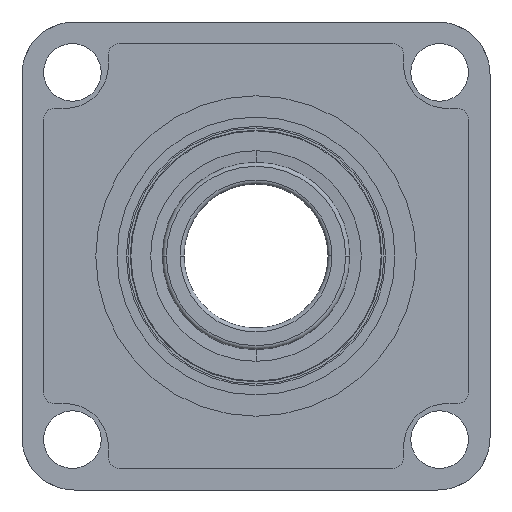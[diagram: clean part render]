
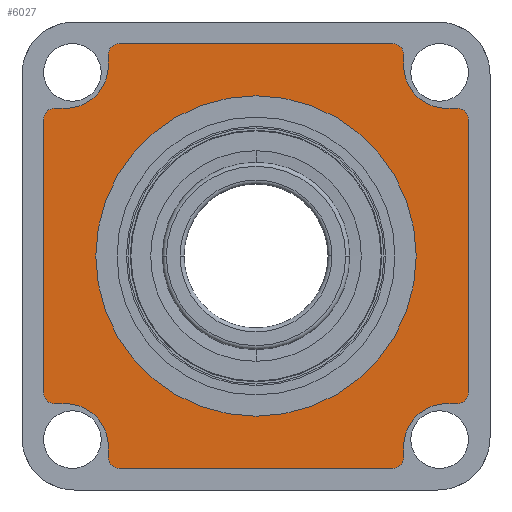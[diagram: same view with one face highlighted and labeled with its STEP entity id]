
A CAD part, front view. The second image highlights one B-rep face of the part: STEP entity #6027.
In plain terms, the highlighted planar face has unit normal (0, -1, 0).
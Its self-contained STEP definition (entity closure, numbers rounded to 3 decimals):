
#1281=CARTESIAN_POINT('',(38.,-13.,-56.));
#1282=DIRECTION('',(0.,-1.,0.));
#1283=DIRECTION('',(0.,0.,-1.));
#1284=AXIS2_PLACEMENT_3D('',#1281,#1282,#1283);
#1286=DIRECTION('',(1.,0.,0.));
#1287=VECTOR('',#1286,76.);
#1288=CARTESIAN_POINT('',(-38.,-13.,-59.));
#1289=LINE('',#1288,#1287);
#1290=CARTESIAN_POINT('',(-38.,-13.,-56.));
#1291=DIRECTION('',(0.,-1.,0.));
#1292=DIRECTION('',(-1.,0.,0.));
#1293=AXIS2_PLACEMENT_3D('',#1290,#1291,#1292);
#1295=DIRECTION('',(0.,0.,-1.));
#1296=VECTOR('',#1295,3.);
#1297=CARTESIAN_POINT('',(-41.,-13.,-53.));
#1298=LINE('',#1297,#1296);
#1299=CARTESIAN_POINT('',(-53.,-13.,-53.));
#1300=DIRECTION('',(0.,1.,0.));
#1301=DIRECTION('',(0.,0.,1.));
#1302=AXIS2_PLACEMENT_3D('',#1299,#1300,#1301);
#1304=DIRECTION('',(1.,0.,0.));
#1305=VECTOR('',#1304,3.);
#1306=CARTESIAN_POINT('',(-56.,-13.,-41.));
#1307=LINE('',#1306,#1305);
#1308=CARTESIAN_POINT('',(-56.,-13.,-38.));
#1309=DIRECTION('',(0.,-1.,0.));
#1310=DIRECTION('',(-1.,0.,0.));
#1311=AXIS2_PLACEMENT_3D('',#1308,#1309,#1310);
#1313=DIRECTION('',(0.,0.,-1.));
#1314=VECTOR('',#1313,76.);
#1315=CARTESIAN_POINT('',(-59.,-13.,38.));
#1316=LINE('',#1315,#1314);
#1317=CARTESIAN_POINT('',(-56.,-13.,38.));
#1318=DIRECTION('',(0.,-1.,0.));
#1319=DIRECTION('',(0.,0.,1.));
#1320=AXIS2_PLACEMENT_3D('',#1317,#1318,#1319);
#1322=DIRECTION('',(-1.,0.,0.));
#1323=VECTOR('',#1322,3.);
#1324=CARTESIAN_POINT('',(-53.,-13.,41.));
#1325=LINE('',#1324,#1323);
#1326=CARTESIAN_POINT('',(-53.,-13.,53.));
#1327=DIRECTION('',(0.,1.,0.));
#1328=DIRECTION('',(1.,0.,0.));
#1329=AXIS2_PLACEMENT_3D('',#1326,#1327,#1328);
#1331=DIRECTION('',(0.,0.,-1.));
#1332=VECTOR('',#1331,3.);
#1333=CARTESIAN_POINT('',(-41.,-13.,56.));
#1334=LINE('',#1333,#1332);
#1335=CARTESIAN_POINT('',(-38.,-13.,56.));
#1336=DIRECTION('',(0.,-1.,0.));
#1337=DIRECTION('',(0.,0.,1.));
#1338=AXIS2_PLACEMENT_3D('',#1335,#1336,#1337);
#1340=DIRECTION('',(-1.,0.,0.));
#1341=VECTOR('',#1340,76.);
#1342=CARTESIAN_POINT('',(38.,-13.,59.));
#1343=LINE('',#1342,#1341);
#1344=CARTESIAN_POINT('',(38.,-13.,56.));
#1345=DIRECTION('',(0.,-1.,0.));
#1346=DIRECTION('',(1.,0.,0.));
#1347=AXIS2_PLACEMENT_3D('',#1344,#1345,#1346);
#1349=DIRECTION('',(0.,0.,1.));
#1350=VECTOR('',#1349,3.);
#1351=CARTESIAN_POINT('',(41.,-13.,53.));
#1352=LINE('',#1351,#1350);
#1353=CARTESIAN_POINT('',(53.,-13.,53.));
#1354=DIRECTION('',(0.,1.,0.));
#1355=DIRECTION('',(0.,0.,-1.));
#1356=AXIS2_PLACEMENT_3D('',#1353,#1354,#1355);
#1358=DIRECTION('',(-1.,0.,0.));
#1359=VECTOR('',#1358,3.);
#1360=CARTESIAN_POINT('',(56.,-13.,41.));
#1361=LINE('',#1360,#1359);
#1362=CARTESIAN_POINT('',(56.,-13.,38.));
#1363=DIRECTION('',(0.,-1.,0.));
#1364=DIRECTION('',(1.,0.,0.));
#1365=AXIS2_PLACEMENT_3D('',#1362,#1363,#1364);
#1367=DIRECTION('',(0.,0.,1.));
#1368=VECTOR('',#1367,76.);
#1369=CARTESIAN_POINT('',(59.,-13.,-38.));
#1370=LINE('',#1369,#1368);
#1371=CARTESIAN_POINT('',(56.,-13.,-38.));
#1372=DIRECTION('',(0.,-1.,0.));
#1373=DIRECTION('',(0.,0.,-1.));
#1374=AXIS2_PLACEMENT_3D('',#1371,#1372,#1373);
#1376=DIRECTION('',(1.,0.,0.));
#1377=VECTOR('',#1376,3.);
#1378=CARTESIAN_POINT('',(53.,-13.,-41.));
#1379=LINE('',#1378,#1377);
#1380=CARTESIAN_POINT('',(53.,-13.,-53.));
#1381=DIRECTION('',(0.,1.,0.));
#1382=DIRECTION('',(-1.,0.,0.));
#1383=AXIS2_PLACEMENT_3D('',#1380,#1381,#1382);
#1385=DIRECTION('',(0.,0.,1.));
#1386=VECTOR('',#1385,3.);
#1387=CARTESIAN_POINT('',(41.,-13.,-56.));
#1388=LINE('',#1387,#1386);
#1389=CARTESIAN_POINT('',(0.,-13.,0.));
#1390=DIRECTION('',(0.,1.,0.));
#1391=DIRECTION('',(-1.,0.,0.));
#1392=AXIS2_PLACEMENT_3D('',#1389,#1390,#1391);
#1394=CARTESIAN_POINT('',(0.,-13.,0.));
#1395=DIRECTION('',(0.,1.,0.));
#1396=DIRECTION('',(1.,0.,0.));
#1397=AXIS2_PLACEMENT_3D('',#1394,#1395,#1396);
#3997=CARTESIAN_POINT('',(41.,-13.,-53.));
#3998=CARTESIAN_POINT('',(53.,-13.,-41.));
#3999=VERTEX_POINT('',#3997);
#4000=VERTEX_POINT('',#3998);
#4001=CARTESIAN_POINT('',(53.,-13.,41.));
#4002=CARTESIAN_POINT('',(41.,-13.,53.));
#4003=VERTEX_POINT('',#4001);
#4004=VERTEX_POINT('',#4002);
#4005=CARTESIAN_POINT('',(-41.,-13.,53.));
#4006=CARTESIAN_POINT('',(-53.,-13.,41.));
#4007=VERTEX_POINT('',#4005);
#4008=VERTEX_POINT('',#4006);
#4009=CARTESIAN_POINT('',(-53.,-13.,-41.));
#4010=CARTESIAN_POINT('',(-41.,-13.,-53.));
#4011=VERTEX_POINT('',#4009);
#4012=VERTEX_POINT('',#4010);
#4029=CARTESIAN_POINT('',(38.,-13.,-59.));
#4030=CARTESIAN_POINT('',(41.,-13.,-56.));
#4031=VERTEX_POINT('',#4029);
#4032=VERTEX_POINT('',#4030);
#4037=CARTESIAN_POINT('',(-41.,-13.,-56.));
#4038=CARTESIAN_POINT('',(-38.,-13.,-59.));
#4039=VERTEX_POINT('',#4037);
#4040=VERTEX_POINT('',#4038);
#4045=CARTESIAN_POINT('',(-59.,-13.,-38.));
#4046=CARTESIAN_POINT('',(-56.,-13.,-41.));
#4047=VERTEX_POINT('',#4045);
#4048=VERTEX_POINT('',#4046);
#4053=CARTESIAN_POINT('',(-56.,-13.,41.));
#4054=CARTESIAN_POINT('',(-59.,-13.,38.));
#4055=VERTEX_POINT('',#4053);
#4056=VERTEX_POINT('',#4054);
#4061=CARTESIAN_POINT('',(-38.,-13.,59.));
#4062=CARTESIAN_POINT('',(-41.,-13.,56.));
#4063=VERTEX_POINT('',#4061);
#4064=VERTEX_POINT('',#4062);
#4069=CARTESIAN_POINT('',(41.,-13.,56.));
#4070=CARTESIAN_POINT('',(38.,-13.,59.));
#4071=VERTEX_POINT('',#4069);
#4072=VERTEX_POINT('',#4070);
#4077=CARTESIAN_POINT('',(59.,-13.,38.));
#4078=CARTESIAN_POINT('',(56.,-13.,41.));
#4079=VERTEX_POINT('',#4077);
#4080=VERTEX_POINT('',#4078);
#4085=CARTESIAN_POINT('',(56.,-13.,-41.));
#4086=CARTESIAN_POINT('',(59.,-13.,-38.));
#4087=VERTEX_POINT('',#4085);
#4088=VERTEX_POINT('',#4086);
#4521=CARTESIAN_POINT('',(-44.5,-13.,0.));
#4522=CARTESIAN_POINT('',(44.5,-13.,0.));
#4523=VERTEX_POINT('',#4521);
#4524=VERTEX_POINT('',#4522);
#5967=CARTESIAN_POINT('',(0.,-13.,0.));
#5968=DIRECTION('',(0.,-1.,0.));
#5969=DIRECTION('',(-1.,0.,0.));
#5970=AXIS2_PLACEMENT_3D('',#5967,#5968,#5969);
#5971=PLANE('',#5970);
#5973=ORIENTED_EDGE('',*,*,#5972,.F.);
#5975=ORIENTED_EDGE('',*,*,#5974,.F.);
#5977=ORIENTED_EDGE('',*,*,#5976,.F.);
#5979=ORIENTED_EDGE('',*,*,#5978,.F.);
#5981=ORIENTED_EDGE('',*,*,#5980,.F.);
#5983=ORIENTED_EDGE('',*,*,#5982,.F.);
#5985=ORIENTED_EDGE('',*,*,#5984,.F.);
#5987=ORIENTED_EDGE('',*,*,#5986,.F.);
#5989=ORIENTED_EDGE('',*,*,#5988,.F.);
#5991=ORIENTED_EDGE('',*,*,#5990,.F.);
#5993=ORIENTED_EDGE('',*,*,#5992,.F.);
#5995=ORIENTED_EDGE('',*,*,#5994,.F.);
#5997=ORIENTED_EDGE('',*,*,#5996,.F.);
#5999=ORIENTED_EDGE('',*,*,#5998,.F.);
#6001=ORIENTED_EDGE('',*,*,#6000,.F.);
#6003=ORIENTED_EDGE('',*,*,#6002,.F.);
#6005=ORIENTED_EDGE('',*,*,#6004,.F.);
#6007=ORIENTED_EDGE('',*,*,#6006,.F.);
#6009=ORIENTED_EDGE('',*,*,#6008,.F.);
#6011=ORIENTED_EDGE('',*,*,#6010,.F.);
#6013=ORIENTED_EDGE('',*,*,#6012,.F.);
#6015=ORIENTED_EDGE('',*,*,#6014,.F.);
#6017=ORIENTED_EDGE('',*,*,#6016,.F.);
#6019=ORIENTED_EDGE('',*,*,#6018,.F.);
#6020=EDGE_LOOP('',(#5973,#5975,#5977,#5979,#5981,#5983,#5985,#5987,#5989,#5991,
#5993,#5995,#5997,#5999,#6001,#6003,#6005,#6007,#6009,#6011,#6013,#6015,#6017,
#6019));
#6021=FACE_OUTER_BOUND('',#6020,.F.);
#6022=ORIENTED_EDGE('',*,*,#5957,.F.);
#6024=ORIENTED_EDGE('',*,*,#6023,.F.);
#6025=EDGE_LOOP('',(#6022,#6024));
#6026=FACE_BOUND('',#6025,.F.);
#6027=ADVANCED_FACE('',(#6021,#6026),#5971,.T.);
#1285=CIRCLE('',#1284,3.);
#1294=CIRCLE('',#1293,3.);
#1303=CIRCLE('',#1302,12.);
#1312=CIRCLE('',#1311,3.);
#1321=CIRCLE('',#1320,3.);
#1330=CIRCLE('',#1329,12.);
#1339=CIRCLE('',#1338,3.);
#1348=CIRCLE('',#1347,3.);
#1357=CIRCLE('',#1356,12.);
#1366=CIRCLE('',#1365,3.);
#1375=CIRCLE('',#1374,3.);
#1384=CIRCLE('',#1383,12.);
#1393=CIRCLE('',#1392,44.5);
#1398=CIRCLE('',#1397,44.5);
#5957=EDGE_CURVE('',#4523,#4524,#1393,.T.);
#5972=EDGE_CURVE('',#4031,#4032,#1285,.T.);
#5974=EDGE_CURVE('',#4040,#4031,#1289,.T.);
#5976=EDGE_CURVE('',#4039,#4040,#1294,.T.);
#5978=EDGE_CURVE('',#4012,#4039,#1298,.T.);
#5980=EDGE_CURVE('',#4011,#4012,#1303,.T.);
#5982=EDGE_CURVE('',#4048,#4011,#1307,.T.);
#5984=EDGE_CURVE('',#4047,#4048,#1312,.T.);
#5986=EDGE_CURVE('',#4056,#4047,#1316,.T.);
#5988=EDGE_CURVE('',#4055,#4056,#1321,.T.);
#5990=EDGE_CURVE('',#4008,#4055,#1325,.T.);
#5992=EDGE_CURVE('',#4007,#4008,#1330,.T.);
#5994=EDGE_CURVE('',#4064,#4007,#1334,.T.);
#5996=EDGE_CURVE('',#4063,#4064,#1339,.T.);
#5998=EDGE_CURVE('',#4072,#4063,#1343,.T.);
#6000=EDGE_CURVE('',#4071,#4072,#1348,.T.);
#6002=EDGE_CURVE('',#4004,#4071,#1352,.T.);
#6004=EDGE_CURVE('',#4003,#4004,#1357,.T.);
#6006=EDGE_CURVE('',#4080,#4003,#1361,.T.);
#6008=EDGE_CURVE('',#4079,#4080,#1366,.T.);
#6010=EDGE_CURVE('',#4088,#4079,#1370,.T.);
#6012=EDGE_CURVE('',#4087,#4088,#1375,.T.);
#6014=EDGE_CURVE('',#4000,#4087,#1379,.T.);
#6016=EDGE_CURVE('',#3999,#4000,#1384,.T.);
#6018=EDGE_CURVE('',#4032,#3999,#1388,.T.);
#6023=EDGE_CURVE('',#4524,#4523,#1398,.T.);
